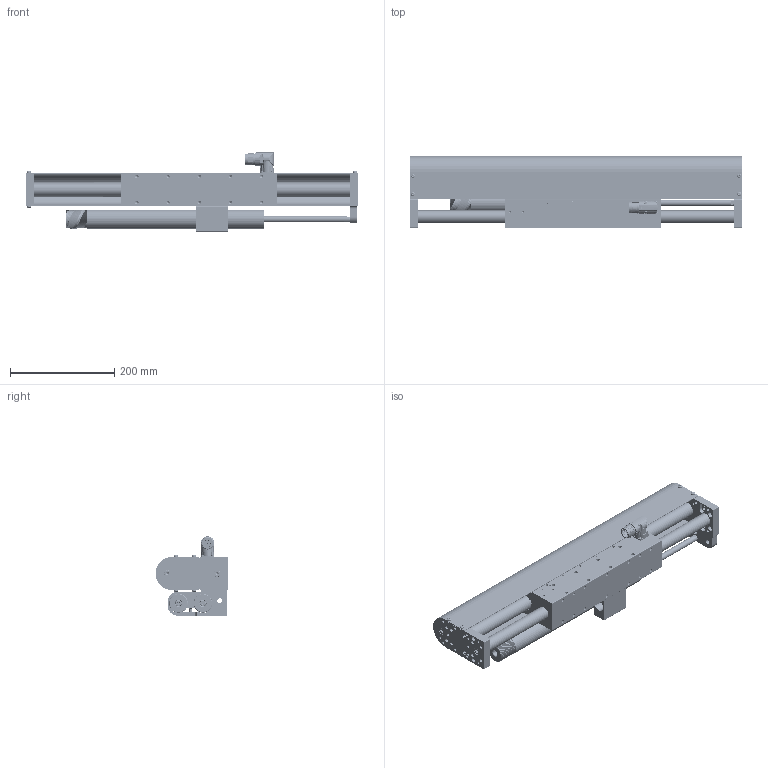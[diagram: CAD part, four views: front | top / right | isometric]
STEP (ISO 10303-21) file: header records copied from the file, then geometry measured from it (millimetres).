
FILE_DESCRIPTION (( 'STEP AP214' ), '1' );
FILE_NAME ('0186-1084_250115_DM01-48x240F-HP-C-305_CS01_MS08.STEP', '2025-01-15T14:12:00', ( '' ), ( '' ), 'SwSTEP 2.0', 'SolidWorks 2024', '' );
FILE_SCHEMA (( 'AUTOMOTIVE_DESIGN' ));
Length unit declared in the file: millimetre
Products named in the file (27): DL01h-48x240F-HP-C-305_CS01_MS08; 0230-0365_Lins.-Schr_I-6rd_M4x8_8.8_v-b; 0186-0481_MS01-37x380_MS01-R37x380; 147522_1; 0230-0221_Zyl.-Schr_I-6kt_n-K_M6x16_8.8_v-b; DSB01k-48x299-CS01_0180-1383_DSB01k-48x284; 0160-0650_Lins.-Schr_I-6rd_M2.5x6_INOX; 0180-1300_D01k-48x...-AD_D01k-48x637-AD; 0230-0659_Linearkugellager_LBBR 25-LS; 0186-1084_250115_DM01-48x240F-HP-C-305_CS01_MS08; 0186-0480_ML01-12x450!400_ML01-12x450!400; 123742; 0180-1842_DM01k-48-H; 0150-3081_MC01-Cw!m_+90°; 0230-0653_Zyl.-Schr._I-6kt_n-K_M10x25_8.8_v-b; 0230-0164_Gew.-Stift_I-6kt_Zpf_M4x6_schwarz; 0180-1653_DM01k-48-MagSpring; DM01h-48x240F-HP-C-305_CS01_MS08_STANDARD; 0150-3133_PAW01-28_PAW01-28; 0230-0649__Gew.-Stift_I-6kt_R-sch_M6x12_v-b; PL01-28x...-HP-SF_PL01-28x620!570-HP-SF; DL01k-25-15.6x...-M18x1.5_DL01k-25-15,6x612-M18x1.5; 0180-1460_DAG01k-48h; 0230-0488_Zyl.-Schr._I-6kt_M8x25_8.8_v-b; 0180-1461_DAG01k-48v; 0180-1654_MF01k-37-2; 0230-0045_zyl.-schr._i-6kt_M5x16_8.8_v-b
Assembly tree (56 placements, depth 4):
  0186-1084_250115_DM01-48x240F-HP-C-305_CS01_MS08
    DM01h-48x240F-HP-C-305_CS01_MS08_STANDARD
      DSB01k-48x299-CS01_0180-1383_DSB01k-48x284
      0230-0659_Linearkugellager_LBBR 25-LS  x4
      0180-1461_DAG01k-48v
      0150-3133_PAW01-28_PAW01-28  x2
      0180-1460_DAG01k-48h
      0150-3081_MC01-Cw!m_+90°
        123742
        147522_1
      0230-0164_Gew.-Stift_I-6kt_Zpf_M4x6_schwarz  x2
      0230-0649__Gew.-Stift_I-6kt_R-sch_M6x12_v-b  x6
      0160-0650_Lins.-Schr_I-6rd_M2.5x6_INOX  x4
      0186-0481_MS01-37x380_MS01-R37x380  x2
      0180-1654_MF01k-37-2
      0230-0221_Zyl.-Schr_I-6kt_n-K_M6x16_8.8_v-b  x4
    DL01h-48x240F-HP-C-305_CS01_MS08
      0230-0045_zyl.-schr._i-6kt_M5x16_8.8_v-b  x2
      0186-0480_ML01-12x450!400_ML01-12x450!400  x2
      0230-0365_Lins.-Schr_I-6rd_M4x8_8.8_v-b  x8
      0180-1300_D01k-48x...-AD_D01k-48x637-AD
      0230-0653_Zyl.-Schr._I-6kt_n-K_M10x25_8.8_v-b
      0230-0488_Zyl.-Schr._I-6kt_M8x25_8.8_v-b  x4
      0180-1842_DM01k-48-H
      0180-1653_DM01k-48-MagSpring
      DL01k-25-15.6x...-M18x1.5_DL01k-25-15,6x612-M18x1.5  x2
      PL01-28x...-HP-SF_PL01-28x620!570-HP-SF
Bounding box: 638 x 140 x 152.62 mm (x, y, z)
Volume: 4172276.5 mm3; surface area: 981118.3 mm2
Topology: 58 solids, 58 shells, 3479 faces, 8131 edges, 4888 vertices
Faces by surface type: cylinder 1168, plane 1096, cone 1050, bspline 125, torus 40
Full cylindrical faces by diameter (mm): 1 x10, 1.2 x5, 1.5 x5, 1.8 x5, 2 x8, 2.05 x4, 2.5 x48, 2.6 x4, 2.7 x4, 2.8 x5, 2.9 x4, 3 x1, 3.3 x11, 4 x12, 4.2 x6, 4.5 x4, 4.8 x8, 5 x77, 6 x126, 6.4 x4, 6.6 x16, 6.8 x20, 8 x72, 8.4 x8, 8.5 x8, 9 x5, 10 x24, 10.5 x9, 11 x10, 12 x4
Entity records: 80003 total; most frequent: CARTESIAN_POINT 28290, DIRECTION 7813, ORIENTED_EDGE 7486, EDGE_CURVE 3743, AXIS2_PLACEMENT_3D 3109, EDGE_LOOP 2746, VERTEX_POINT 2717, FACE_OUTER_BOUND 2179
